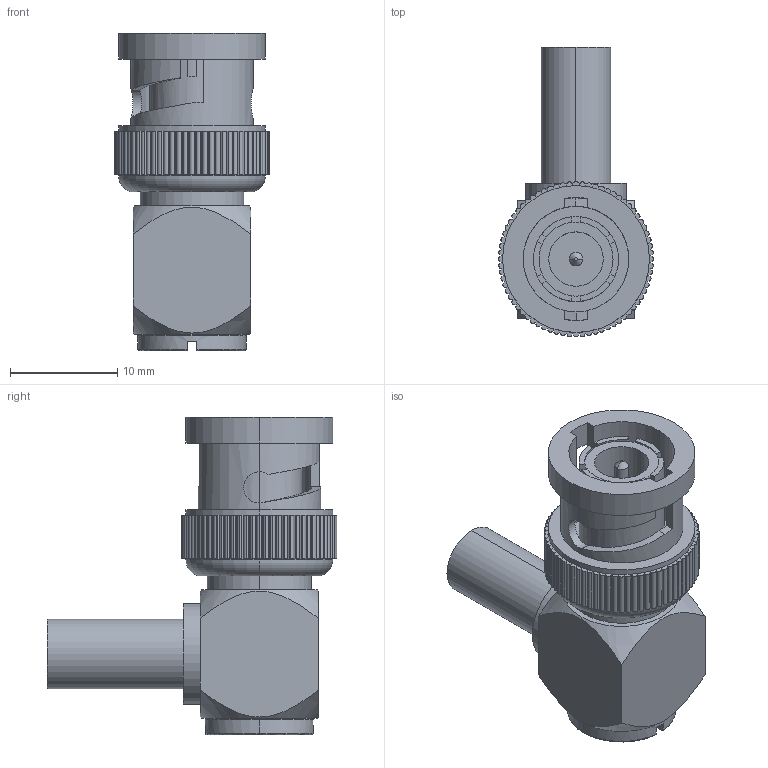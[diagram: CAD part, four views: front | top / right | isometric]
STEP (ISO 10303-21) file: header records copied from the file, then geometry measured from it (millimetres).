
FILE_DESCRIPTION (( 'STEP AP214' ), '1' );
FILE_NAME ('ABM-1702.STEP', '2010-03-24T17:59:49', ( 'Windows XP Mode' ), ( '' ), 'SwSTEP 2.0', 'SolidWorks 2008', '' );
FILE_SCHEMA (( 'AUTOMOTIVE_DESIGN' ));
Length unit declared in the file: inch
Products named in the file (4): ABM-1702_with flange; ABM-1702-MA1; ABM-1702-MA2; ABM-1702
Assembly tree (3 placements, depth 2):
  ABM-1702
    ABM-1702_with flange
    ABM-1702-MA1
    ABM-1702-MA2
Bounding box: 14.48 x 27.04 x 29.61 mm (x, y, z)
Volume: 2876.3 mm3; surface area: 3634.7 mm2
Topology: 3 solids, 3 shells, 405 faces, 1113 edges, 725 vertices
Faces by surface type: plane 206, cylinder 164, cone 24, torus 7, bspline 4
Entity records: 14470 total; most frequent: CARTESIAN_POINT 2969, DIRECTION 2237, ORIENTED_EDGE 2226, EDGE_CURVE 1113, AXIS2_PLACEMENT_3D 767, VERTEX_POINT 725, VECTOR 703, LINE 703
